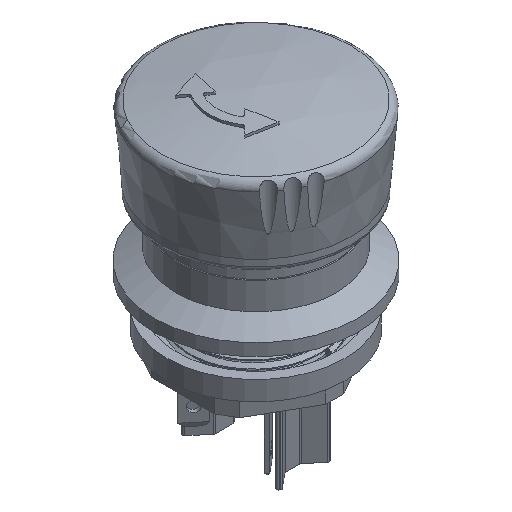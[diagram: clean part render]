
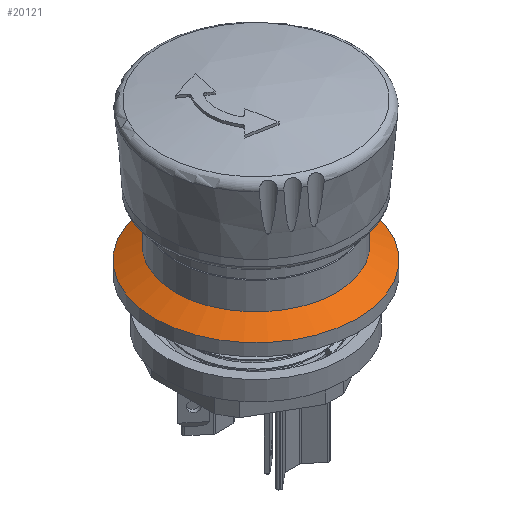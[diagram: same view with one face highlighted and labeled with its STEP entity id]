
A CAD part, isometric view. The second image highlights one B-rep face of the part: STEP entity #20121.
In plain terms, the highlighted conical face has half-angle 60 degrees and reference radius 11.213 mm.
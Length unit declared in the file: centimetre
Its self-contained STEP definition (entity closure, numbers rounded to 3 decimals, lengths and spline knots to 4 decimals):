
#156=FACE_BOUND($,#3291,.T.);
#362=CONICAL_SURFACE($,#21419,1.1213,60.);
#2181=FACE_OUTER_BOUND($,#3290,.T.);
#3290=EDGE_LOOP($,(#18698));
#3291=EDGE_LOOP($,(#18699));
#3658=CIRCLE($,#21417,0.9925);
#3660=CIRCLE($,#21420,1.25);
#10358=VERTEX_POINT($,#35289);
#10360=VERTEX_POINT($,#35294);
#13187=EDGE_CURVE($,#10358,#10358,#3658,.T.);
#13189=EDGE_CURVE($,#10360,#10360,#3660,.T.);
#18698=ORIENTED_EDGE($,*,*,#13189,.T.);
#18699=ORIENTED_EDGE($,*,*,#13187,.F.);
#20121=ADVANCED_FACE($,(#2181,#156),#362,.T.);
#21417=AXIS2_PLACEMENT_3D($,#35290,#26323,#26324);
#21419=AXIS2_PLACEMENT_3D($,#35293,#26327,#26328);
#21420=AXIS2_PLACEMENT_3D($,#35295,#26329,#26330);
#26323=DIRECTION('center_axis',(0.,0.,1.));
#26324=DIRECTION('ref_axis',(1.,0.,0.));
#26327=DIRECTION('center_axis',(0.,0.,-1.));
#26328=DIRECTION('ref_axis',(1.,0.,0.));
#26329=DIRECTION('center_axis',(0.,0.,1.));
#26330=DIRECTION('ref_axis',(1.,0.,0.));
#35289=CARTESIAN_POINT('',(0.9925,0.,0.2987));
#35290=CARTESIAN_POINT('Origin',(0.,0.,0.2987));
#35293=CARTESIAN_POINT('Origin',(0.,0.,0.2243));
#35294=CARTESIAN_POINT('',(1.25,0.,0.15));
#35295=CARTESIAN_POINT('Origin',(0.,0.,0.15));
